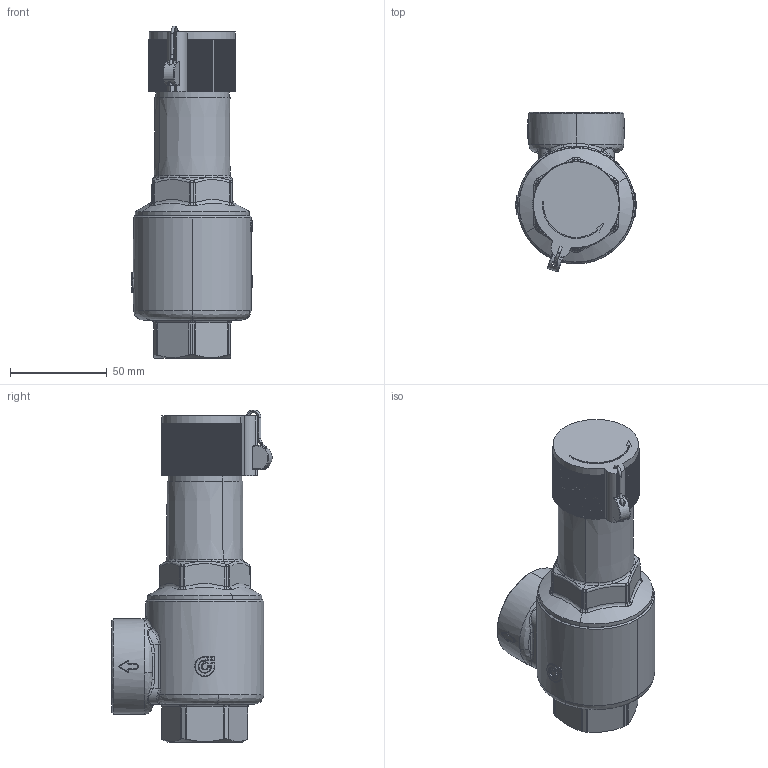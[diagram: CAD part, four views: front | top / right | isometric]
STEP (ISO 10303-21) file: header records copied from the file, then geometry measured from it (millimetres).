
FILE_DESCRIPTION(('CATIA V5 STEP Exchange','CAx-IF Rec.Pracs.--- Model Styling and Organization---1.5--- 2016-08-15','CAx-IF Rec.Pracs.---Supplemental Geometry---1.0---2011-11-01','CAx-IF Rec.Pracs.--- Composite Materials ---3.4---2017-06-13','CAx-IF Rec.Pracs.---Tessellated 3D Geometry---1.0---2015-12-17'),'2;1');
FILE_NAME('STEP_527630_-_TST.stp','2024-09-21T09:26:56+00:00',('none'),('none'),'CATIA Version 5-6 Release 2020 SP5','CATIA V5 STEP AP242 v2','none');
FILE_SCHEMA(('AP242_MANAGED_MODEL_BASED_3D_ENGINEERING_MIM_LF {1 0 10303 442 1 1 4}'));
Length unit declared in the file: millimetre
Products named in the file (1): 527630 - TST
Bounding box: 62.1 x 82.77 x 171.48 mm (x, y, z)
Volume: 358381.8 mm3; surface area: 36397.7 mm2
Topology: 1 solids, 1 shells, 854 faces, 2222 edges, 1326 vertices
Faces by surface type: plane 348, bspline 244, cylinder 134, torus 55, sphere 47, cone 26
Entity records: 37530 total; most frequent: CARTESIAN_POINT 19660, ORIENTED_EDGE 4330, DIRECTION 2507, EDGE_CURVE 2165, VERTEX_POINT 1326, VECTOR 1085, LINE 1085, EDGE_LOOP 871
